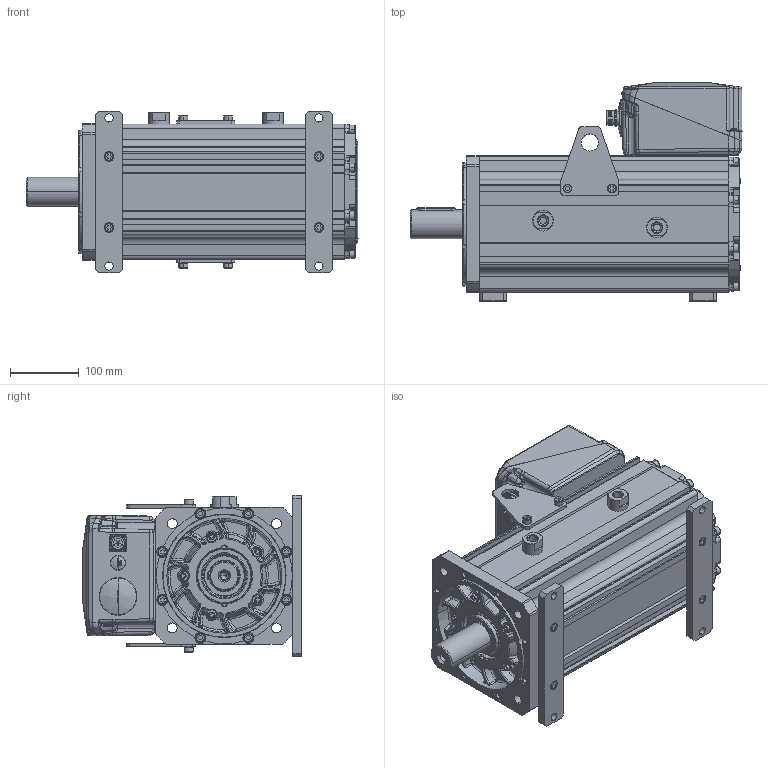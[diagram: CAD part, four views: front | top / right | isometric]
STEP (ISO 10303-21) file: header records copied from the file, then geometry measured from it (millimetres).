
FILE_DESCRIPTION((''),'2;1');
FILE_NAME('50230N-0_SW0001','2016-06-21T',('yanyerong'),(''),'PRO/ENGINEER BY PARAMETRIC TECHNOLOGY CORPORATION, 2010430','PRO/ENGINEER BY PARAMETRIC TECHNOLOGY CORPORATION, 2010430','');
FILE_SCHEMA(('CONFIG_CONTROL_DESIGN'));
Products named in the file (1): 50230N-0_SW0001
Bounding box: 484 x 318.3 x 236 mm (x, y, z)
Surface area: 1211364.6 mm2 (no closed solid volume)
Topology: 0 solids, 110 shells, 2449 faces, 6853 edges, 4472 vertices
Faces by surface type: plane 818, cylinder 600, bspline 491, cone 248, torus 228, sphere 64
Entity records: 108414 total; most frequent: CARTESIAN_POINT 48634, ORIENTED_EDGE 12197, DIRECTION 12020, EDGE_CURVE 6846, AXIS2_PLACEMENT_3D 4618, VERTEX_POINT 4472, VECTOR 2784, LINE 2784
